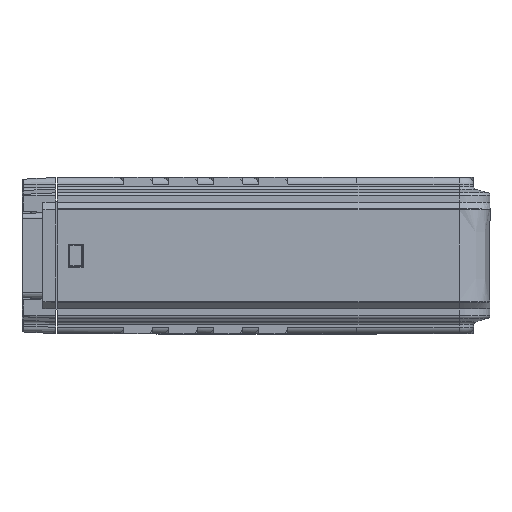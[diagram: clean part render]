
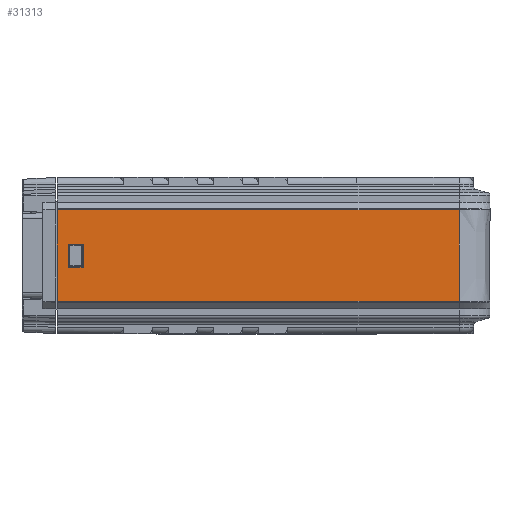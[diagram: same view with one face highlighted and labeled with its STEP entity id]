
A CAD part, left-side view. The second image highlights one B-rep face of the part: STEP entity #31313.
In plain terms, the highlighted planar face has unit normal (-1, 0, 0).
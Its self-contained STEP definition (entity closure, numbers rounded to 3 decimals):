
#1165 = CARTESIAN_POINT ( 'NONE',  ( -54.5, -69.5, -7.919 ) ) ;
#1436 = VECTOR ( 'NONE', #56695, 1000. ) ;
#4074 = CARTESIAN_POINT ( 'NONE',  ( -54.5, -23.167, -7.919 ) ) ;
#7808 = CARTESIAN_POINT ( 'NONE',  ( -54.5, 0., 13.5 ) ) ;
#8390 = DIRECTION ( 'NONE',  ( 0., 0., -1. ) ) ;
#9528 = ORIENTED_EDGE ( 'NONE', *, *, #67938, .F. ) ;
#10054 = VECTOR ( 'NONE', #61079, 1000. ) ;
#10686 = VECTOR ( 'NONE', #39234, 1000. ) ;
#11093 = VERTEX_POINT ( 'NONE', #1165 ) ;
#11761 = VECTOR ( 'NONE', #8390, 1000. ) ;
#13679 = CARTESIAN_POINT ( 'NONE',  ( -54.5, -69.5, 7.919 ) ) ;
#15925 = CARTESIAN_POINT ( 'NONE',  ( -54.5, 0., 7.919 ) ) ;
#15939 = EDGE_CURVE ( 'NONE', #55200, #65226, #16478, .T. ) ;
#16478 = B_SPLINE_CURVE_WITH_KNOTS ( 'NONE', 3,
 ( #13679, #67802, #34049, #32588 ),
 .UNSPECIFIED., .F., .F.,
 ( 4, 4 ),
 ( 0., 0.07 ),
 .UNSPECIFIED. ) ;
#18733 = CARTESIAN_POINT ( 'NONE',  ( -54.5, -46.333, -7.919 ) ) ;
#21070 = VECTOR ( 'NONE', #48562, 1000. ) ;
#21989 = EDGE_CURVE ( 'NONE', #28846, #35694, #53480, .T. ) ;
#24199 = ORIENTED_EDGE ( 'NONE', *, *, #69415, .F. ) ;
#26826 = CARTESIAN_POINT ( 'NONE',  ( -54.5, -4.46, 2. ) ) ;
#27444 = CARTESIAN_POINT ( 'NONE',  ( -54.5, -1.96, 2. ) ) ;
#27665 = DIRECTION ( 'NONE',  ( 0., 1., 0. ) ) ;
#28846 = VERTEX_POINT ( 'NONE', #27444 ) ;
#29295 = ORIENTED_EDGE ( 'NONE', *, *, #76210, .T. ) ;
#29443 = CARTESIAN_POINT ( 'NONE',  ( -54.5, -69.5, 7.919 ) ) ;
#29475 = EDGE_LOOP ( 'NONE', ( #9528, #69401, #24199, #45431 ) ) ;
#30066 = LINE ( 'NONE', #76688, #11761 ) ;
#30603 = EDGE_LOOP ( 'NONE', ( #66133, #29295, #54814, #37058 ) ) ;
#31313 = ADVANCED_FACE ( 'NONE', ( #68495, #41834 ), #49374, .F. ) ;
#31563 = CARTESIAN_POINT ( 'NONE',  ( -54.5, -69.5, -7.919 ) ) ;
#32588 = CARTESIAN_POINT ( 'NONE',  ( -54.5, 0., 7.919 ) ) ;
#33508 = LINE ( 'NONE', #7808, #21070 ) ;
#34049 = CARTESIAN_POINT ( 'NONE',  ( -54.5, -23.167, 7.919 ) ) ;
#35672 = CARTESIAN_POINT ( 'NONE',  ( -54.5, 0., -7.919 ) ) ;
#35694 = VERTEX_POINT ( 'NONE', #81016 ) ;
#37058 = ORIENTED_EDGE ( 'NONE', *, *, #69137, .T. ) ;
#39234 = DIRECTION ( 'NONE',  ( 0., 1., 0. ) ) ;
#40021 = EDGE_CURVE ( 'NONE', #83410, #11093, #79784, .T. ) ;
#41834 = FACE_BOUND ( 'NONE', #30603, .T. ) ;
#45431 = ORIENTED_EDGE ( 'NONE', *, *, #15939, .T. ) ;
#46612 = CARTESIAN_POINT ( 'NONE',  ( -54.5, 0., -7.919 ) ) ;
#46770 = DIRECTION ( 'NONE',  ( 0., -1., 0. ) ) ;
#47637 = CARTESIAN_POINT ( 'NONE',  ( -54.5, -4.46, -2. ) ) ;
#48562 = DIRECTION ( 'NONE',  ( 0., 0., 1. ) ) ;
#49374 = PLANE ( 'NONE',  #53087 ) ;
#53087 = AXIS2_PLACEMENT_3D ( 'NONE', #61416, #76478, #27665 ) ;
#53203 = VERTEX_POINT ( 'NONE', #85896 ) ;
#53480 = LINE ( 'NONE', #26826, #78136 ) ;
#54814 = ORIENTED_EDGE ( 'NONE', *, *, #77568, .T. ) ;
#54858 = CARTESIAN_POINT ( 'NONE',  ( -54.5, -69.5, 0. ) ) ;
#55200 = VERTEX_POINT ( 'NONE', #29443 ) ;
#56695 = DIRECTION ( 'NONE',  ( 0., 0., 1. ) ) ;
#60146 = VERTEX_POINT ( 'NONE', #64365 ) ;
#61079 = DIRECTION ( 'NONE',  ( 0., 0., -1. ) ) ;
#61416 = CARTESIAN_POINT ( 'NONE',  ( -54.5, -69.5, -8. ) ) ;
#64365 = CARTESIAN_POINT ( 'NONE',  ( -54.5, -4.46, -2. ) ) ;
#65226 = VERTEX_POINT ( 'NONE', #15925 ) ;
#66133 = ORIENTED_EDGE ( 'NONE', *, *, #21989, .T. ) ;
#67802 = CARTESIAN_POINT ( 'NONE',  ( -54.5, -46.333, 7.919 ) ) ;
#67938 = EDGE_CURVE ( 'NONE', #83410, #65226, #33508, .T. ) ;
#68495 = FACE_OUTER_BOUND ( 'NONE', #29475, .T. ) ;
#69137 = EDGE_CURVE ( 'NONE', #53203, #28846, #78007, .T. ) ;
#69401 = ORIENTED_EDGE ( 'NONE', *, *, #40021, .T. ) ;
#69415 = EDGE_CURVE ( 'NONE', #55200, #11093, #69478, .T. ) ;
#69478 = LINE ( 'NONE', #54858, #10054 ) ;
#71318 = CARTESIAN_POINT ( 'NONE',  ( -54.5, -1.96, -2. ) ) ;
#76210 = EDGE_CURVE ( 'NONE', #35694, #60146, #30066, .T. ) ;
#76478 = DIRECTION ( 'NONE',  ( 1., 0., 0. ) ) ;
#76688 = CARTESIAN_POINT ( 'NONE',  ( -54.5, -4.46, -2. ) ) ;
#77568 = EDGE_CURVE ( 'NONE', #60146, #53203, #79675, .T. ) ;
#78007 = LINE ( 'NONE', #71318, #1436 ) ;
#78136 = VECTOR ( 'NONE', #46770, 1000. ) ;
#79675 = LINE ( 'NONE', #47637, #10686 ) ;
#79784 = B_SPLINE_CURVE_WITH_KNOTS ( 'NONE', 3,
 ( #46612, #4074, #18733, #31563 ),
 .UNSPECIFIED., .F., .F.,
 ( 4, 4 ),
 ( 0.139, 0.209 ),
 .UNSPECIFIED. ) ;
#81016 = CARTESIAN_POINT ( 'NONE',  ( -54.5, -4.46, 2. ) ) ;
#83410 = VERTEX_POINT ( 'NONE', #35672 ) ;
#85896 = CARTESIAN_POINT ( 'NONE',  ( -54.5, -1.96, -2. ) ) ;
